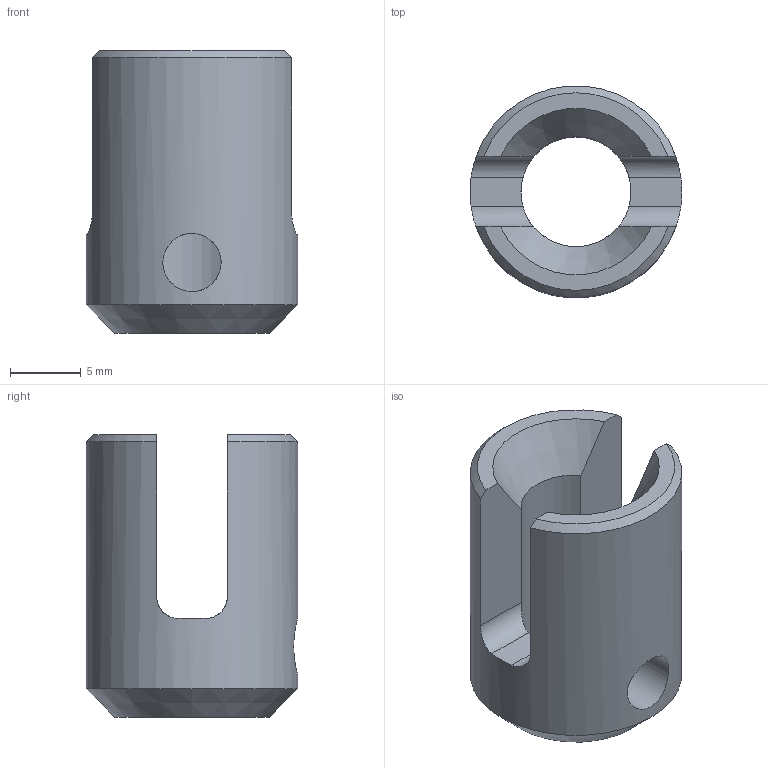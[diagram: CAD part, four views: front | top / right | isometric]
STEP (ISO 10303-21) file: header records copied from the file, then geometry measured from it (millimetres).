
FILE_DESCRIPTION(/* description */ ('NOIX FEMELLE'),/* implementation_level */ '2;1');
FILE_NAME(/* name */ '10151457-2050.stp',/* time_stamp */ '2019-04-30T10:14:28+02:00',/* author */ ('angue'),/* organization */ (''),/* preprocessor_version */ 'ST-DEVELOPER v17',/* originating_system */ 'Autodesk Inventor 2019',/* authorisation */ '');
FILE_SCHEMA (('AUTOMOTIVE_DESIGN { 1 0 10303 214 3 1 1 }'));
Length unit declared in the file: millimetre
Products named in the file (1): 10151457-2050
Bounding box: 15 x 15 x 20 mm (x, y, z)
Volume: 1897.1 mm3; surface area: 1548 mm2
Topology: 1 solids, 1 shells, 21 faces, 61 edges, 41 vertices
Faces by surface type: plane 9, cylinder 7, cone 5
Full cylindrical faces by diameter (mm): 4.134 x1, 7.8 x1, 15 x1
Entity records: 855 total; most frequent: CARTESIAN_POINT 280, ORIENTED_EDGE 122, DIRECTION 102, EDGE_CURVE 61, VERTEX_POINT 41, AXIS2_PLACEMENT_3D 39, LINE 24, VECTOR 24
